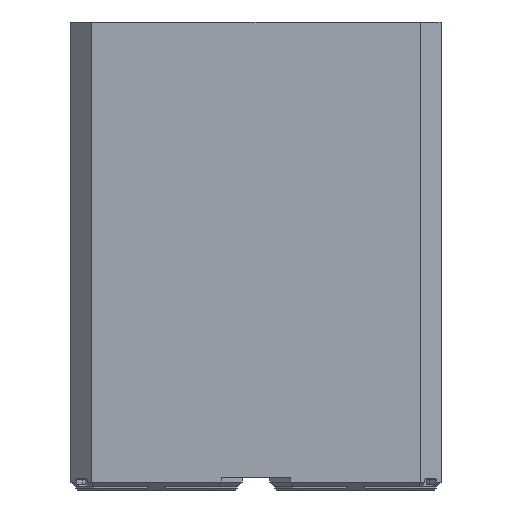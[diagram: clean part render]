
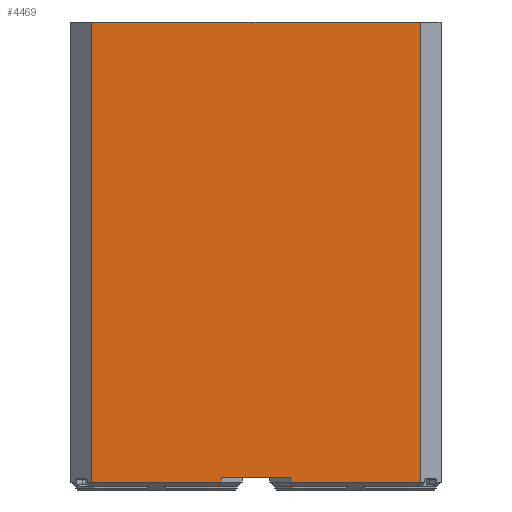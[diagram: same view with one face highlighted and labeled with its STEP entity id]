
A CAD part, left-side view. The second image highlights one B-rep face of the part: STEP entity #4469.
In plain terms, the highlighted planar face has unit normal (-1, 0, 0).
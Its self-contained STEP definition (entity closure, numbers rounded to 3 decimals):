
#19=FACE_OUTER_BOUND('',#272,.T.);
#272=EDGE_LOOP('',(#2911,#2912,#2913,#2914,#2915,#2916,#2917,#2918));
#535=LINE('',#6161,#1191);
#536=LINE('',#6163,#1192);
#537=LINE('',#6165,#1193);
#538=LINE('',#6167,#1194);
#539=LINE('',#6169,#1195);
#540=LINE('',#6171,#1196);
#541=LINE('',#6173,#1197);
#542=LINE('',#6174,#1198);
#1191=VECTOR('',#4990,10.);
#1192=VECTOR('',#4991,10.);
#1193=VECTOR('',#4992,10.);
#1194=VECTOR('',#4993,10.);
#1195=VECTOR('',#4994,10.);
#1196=VECTOR('',#4995,10.);
#1197=VECTOR('',#4996,10.);
#1198=VECTOR('',#4997,10.);
#1847=VERTEX_POINT('',#6159);
#1848=VERTEX_POINT('',#6160);
#1849=VERTEX_POINT('',#6162);
#1850=VERTEX_POINT('',#6164);
#1851=VERTEX_POINT('',#6166);
#1852=VERTEX_POINT('',#6168);
#1853=VERTEX_POINT('',#6170);
#1854=VERTEX_POINT('',#6172);
#2255=EDGE_CURVE('',#1847,#1848,#535,.T.);
#2256=EDGE_CURVE('',#1849,#1848,#536,.T.);
#2257=EDGE_CURVE('',#1849,#1850,#537,.T.);
#2258=EDGE_CURVE('',#1851,#1850,#538,.T.);
#2259=EDGE_CURVE('',#1852,#1851,#539,.T.);
#2260=EDGE_CURVE('',#1853,#1852,#540,.T.);
#2261=EDGE_CURVE('',#1853,#1854,#541,.T.);
#2262=EDGE_CURVE('',#1847,#1854,#542,.T.);
#2911=ORIENTED_EDGE('',*,*,#2255,.T.);
#2912=ORIENTED_EDGE('',*,*,#2256,.F.);
#2913=ORIENTED_EDGE('',*,*,#2257,.T.);
#2914=ORIENTED_EDGE('',*,*,#2258,.F.);
#2915=ORIENTED_EDGE('',*,*,#2259,.F.);
#2916=ORIENTED_EDGE('',*,*,#2260,.F.);
#2917=ORIENTED_EDGE('',*,*,#2261,.T.);
#2918=ORIENTED_EDGE('',*,*,#2262,.F.);
#4216=PLANE('',#4724);
#4469=ADVANCED_FACE('',(#19),#4216,.T.);
#4724=AXIS2_PLACEMENT_3D('',#6158,#4988,#4989);
#4988=DIRECTION('center_axis',(-1.,0.,0.));
#4989=DIRECTION('ref_axis',(0.,-1.,0.));
#4990=DIRECTION('',(0.,0.,-1.));
#4991=DIRECTION('',(0.,1.,0.));
#4992=DIRECTION('',(0.,0.,1.));
#4993=DIRECTION('',(0.,1.,0.));
#4994=DIRECTION('',(0.,0.,1.));
#4995=DIRECTION('',(0.,1.,0.));
#4996=DIRECTION('',(0.,0.,1.));
#4997=DIRECTION('',(0.,-1.,0.));
#6158=CARTESIAN_POINT('Origin',(-21.5,66.228,4.2));
#6159=CARTESIAN_POINT('',(-21.5,66.228,117.6));
#6160=CARTESIAN_POINT('',(-21.5,66.228,2.));
#6161=CARTESIAN_POINT('',(-21.5,66.228,4.2));
#6162=CARTESIAN_POINT('',(-21.5,33.772,2.));
#6163=CARTESIAN_POINT('',(-21.5,33.772,2.));
#6164=CARTESIAN_POINT('',(-21.5,33.772,3.2));
#6165=CARTESIAN_POINT('',(-21.5,33.772,2.));
#6166=CARTESIAN_POINT('',(-21.5,16.228,3.2));
#6167=CARTESIAN_POINT('',(-21.5,0.,3.2));
#6168=CARTESIAN_POINT('',(-21.5,16.228,2.));
#6169=CARTESIAN_POINT('',(-21.5,16.228,2.));
#6170=CARTESIAN_POINT('',(-21.5,-16.228,2.));
#6171=CARTESIAN_POINT('',(-21.5,-16.228,2.));
#6172=CARTESIAN_POINT('',(-21.5,-16.228,117.6));
#6173=CARTESIAN_POINT('',(-21.5,-16.228,4.2));
#6174=CARTESIAN_POINT('',(-21.5,-16.228,117.6));
